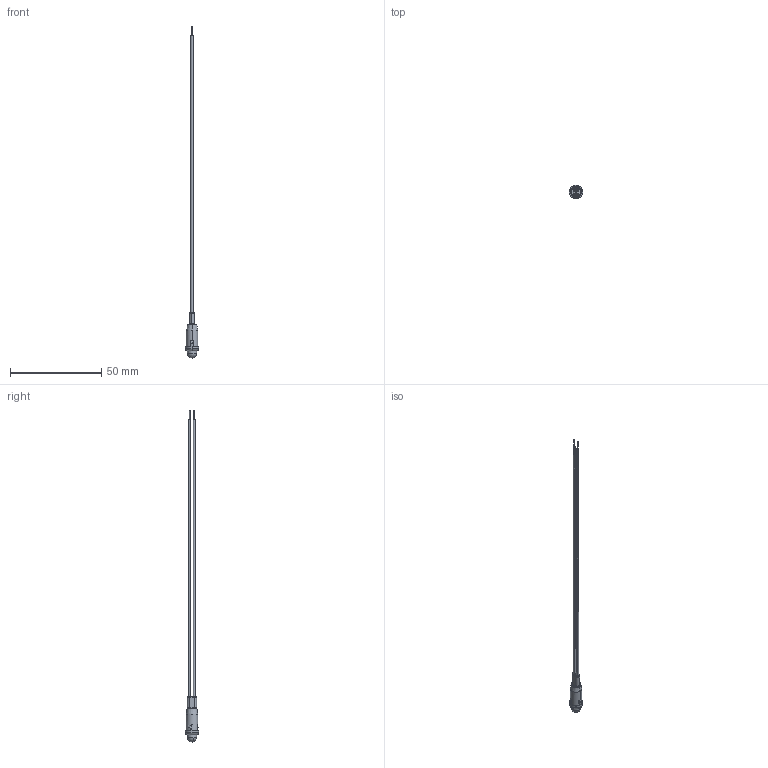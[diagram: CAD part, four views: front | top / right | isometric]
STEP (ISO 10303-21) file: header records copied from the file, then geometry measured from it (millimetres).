
FILE_DESCRIPTION (( 'STEP AP214' ), '1' );
FILE_NAME ('L59 Series.STEP', '2018-10-04T21:34:33', ( 'user' ), ( 'Microsoft' ), 'SwSTEP 2.0', 'SolidWorks 2018', '' );
FILE_SCHEMA (( 'AUTOMOTIVE_DESIGN' ));
Length unit declared in the file: foot
Products named in the file (4): (WIRE_24AWG) 24_1007_X_IN_6"; 5MM LED_short lead without flange; 9105640208_housing; L59 Series
Assembly tree (4 placements, depth 2):
  L59 Series
    9105640208_housing
    5MM LED_short lead without flange
    (WIRE_24AWG) 24_1007_X_IN_6"  x2
Bounding box: 7.42 x 7.42 x 182.37 mm (x, y, z)
Volume: 869.6 mm3; surface area: 2185.4 mm2
Topology: 6 solids, 6 shells, 120 faces, 264 edges, 157 vertices
Faces by surface type: plane 46, cylinder 38, torus 17, cone 15, bspline 2, sphere 2
Entity records: 3686 total; most frequent: CARTESIAN_POINT 838, DIRECTION 563, ORIENTED_EDGE 488, EDGE_CURVE 244, AXIS2_PLACEMENT_3D 238, VERTEX_POINT 145, CIRCLE 123, EDGE_LOOP 115
